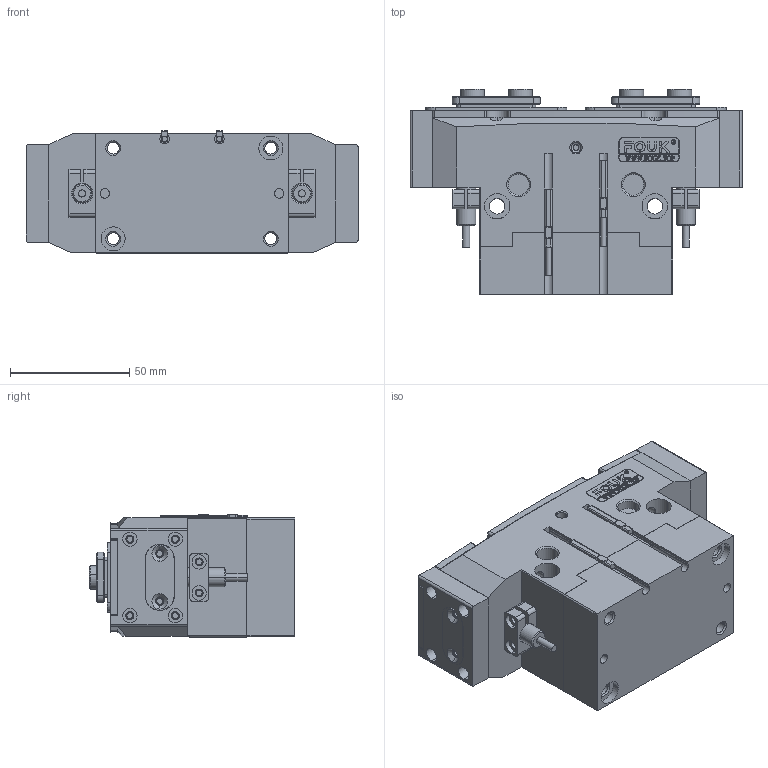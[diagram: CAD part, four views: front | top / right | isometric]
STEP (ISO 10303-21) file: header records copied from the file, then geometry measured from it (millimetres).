
FILE_DESCRIPTION (( 'STEP AP203' ), '1' );
FILE_NAME ('FR46-120-P-NO.STEP', '2025-01-15T09:47:39', ( 'USER-' ), ( 'Microsoft' ), 'SwSTEP 2.0', 'SolidWorks 2018', '' );
FILE_SCHEMA (( 'CONFIG_CONTROL_DESIGN' ));
Length unit declared in the file: millimetre
Products named in the file (20): TRT46-120-M-11奻葡裔啣; P-GS-T-01 喘倛蚚標釱; TRT46-120-M-06 笢猾え; TRT46-120 喘倛標蛈; TRT46-120-M-13 移动挡板(默认); TRT46-120-M-22B 晊扥极; 埴翐芛_GB_FASTENER_SCREWS_HSHCS M2X8-N; 8x18諉輪羲壽; FR46-120-P; 揤輸蚾饜极; FR46-120-P-NO; 25x10-R1.5; 褫籵蚚苤結裔; TRT46-120-M-02 喘倛賑輸; TRT46-120-M-12 耜猾极; 10x6-14杶种; 昹親棠覜羲壽; 揤輸杅耀.sldasm-Part-9; TRT46-120-M-14 忒硌薊啣; TRT46-120-M-01 喘倛褲极
Assembly tree (34 placements, depth 5):
  FR46-120-P-NO
    TRT46-120-M-22B 晊扥极
    FR46-120-P
      TRT46-120-M-11奻葡裔啣
      TRT46-120-M-12 耜猾极  x2
      TRT46-120-M-14 忒硌薊啣  x2
      TRT46-120-M-13 移动挡板(默认)  x2
      褫籵蚚苤結裔  x2
      10x6-14杶种  x4
      TRT46-120 喘倛標蛈
        TRT46-120-M-01 喘倛褲极
        TRT46-120-M-02 喘倛賑輸  x2
        TRT46-120-M-06 笢猾え
        P-GS-T-01 喘倛蚚標釱  x2
        8x18諉輪羲壽  x2
        25x10-R1.5
        揤輸蚾饜极  x2
          揤輸杅耀.sldasm-Part-9
          埴翐芛_GB_FASTENER_SCREWS_HSHCS M2X8-N
        昹親棠覜羲壽  x2
      TRT46-120-M-02 喘倛賑輸  x2
Bounding box: 139 x 86 x 51.2 mm (x, y, z)
Volume: 405818.2 mm3; surface area: 132377.1 mm2
Topology: 33 solids, 66 shells, 2118 faces, 5326 edges, 3384 vertices
Faces by surface type: plane 960, cylinder 629, cone 366, bspline 155, torus 8
Entity records: 52477 total; most frequent: CARTESIAN_POINT 14615, ORIENTED_EDGE 7358, DIRECTION 7153, EDGE_CURVE 3679, AXIS2_PLACEMENT_3D 2473, VERTEX_POINT 2395, VECTOR 2207, LINE 2207
